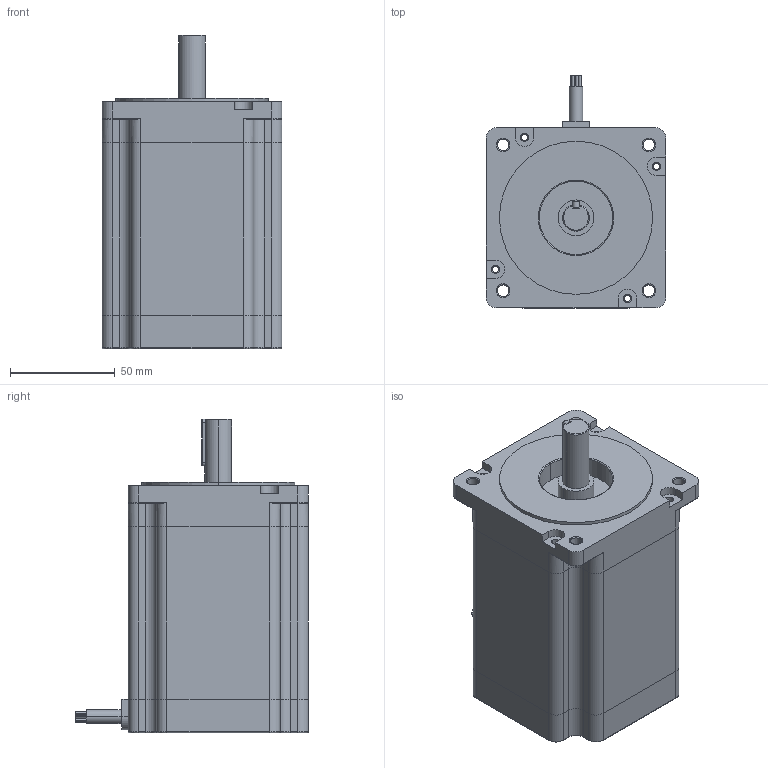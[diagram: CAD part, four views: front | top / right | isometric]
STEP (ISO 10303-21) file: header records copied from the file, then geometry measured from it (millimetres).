
FILE_DESCRIPTION((''),'2;1');
FILE_NAME('MT34HE47060M8K_ASM','2014-03-27T',('Renato Bisson'),(''),'PRO/ENGINEER BY PARAMETRIC TECHNOLOGY CORPORATION, 2006320','PRO/ENGINEER BY PARAMETRIC TECHNOLOGY CORPORATION, 2006320','');
FILE_SCHEMA(('CONFIG_CONTROL_DESIGN'));
Length unit declared in the file: millimetre
Products named in the file (8): FRONT_FLANGE_34HE; MT34FN47; ALB_ANT_D12E7_L31E75_KEY3E175; MT34FN_STD_CAVI_LAT_AF0; PASSACAVO; CUSCINETTO_40X12; KEY_3E175X3E175X22E23; MT34HE47060M8K_ASM
Assembly tree (7 placements, depth 2):
  MT34HE47060M8K_ASM
    FRONT_FLANGE_34HE
    MT34FN47
    ALB_ANT_D12E7_L31E75_KEY3E175
    MT34FN_STD_CAVI_LAT_AF0
    PASSACAVO
    CUSCINETTO_40X12
    KEY_3E175X3E175X22E23
Bounding box: 85.85 x 110.85 x 149.75 mm (x, y, z)
Volume: 528670.5 mm3; surface area: 120040.1 mm2
Topology: 7 solids, 12 shells, 328 faces, 825 edges, 524 vertices
Faces by surface type: cylinder 177, plane 98, torus 34, cone 19
Entity records: 13297 total; most frequent: DIRECTION 1936, CARTESIAN_POINT 1783, ORIENTED_EDGE 1626, PRESENTATION_STYLE_ASSIGNMENT 871, STYLED_ITEM 835, CURVE_STYLE 823, EDGE_CURVE 823, AXIS2_PLACEMENT_3D 779
